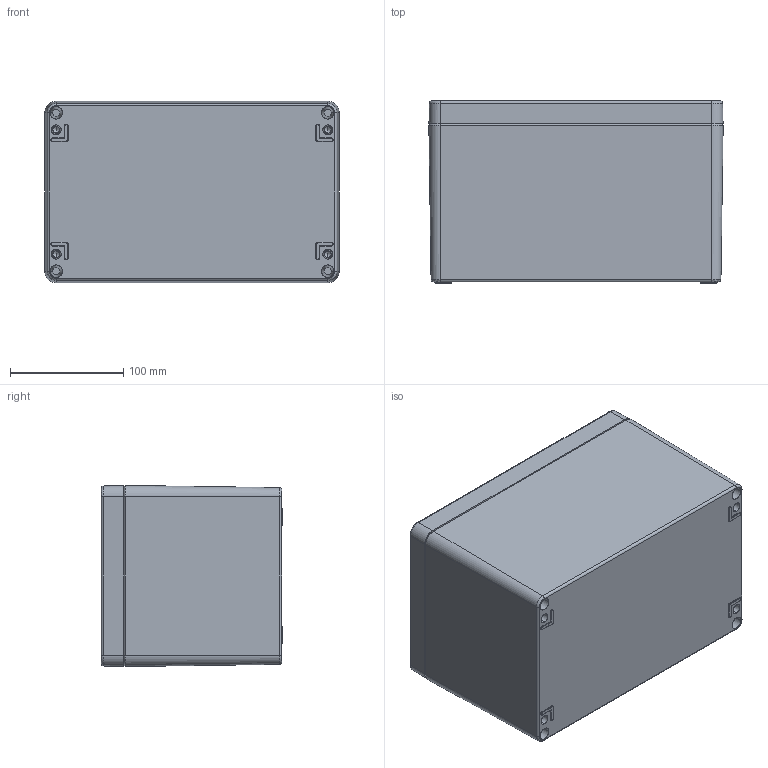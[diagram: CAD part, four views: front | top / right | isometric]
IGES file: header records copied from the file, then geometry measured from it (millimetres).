
Start section: SolidWorks IGES file using analytic representation for surfaces
Global section: file name: BB073.IGS; native system: SolidWorks 2019; preprocessor: SolidWorks 2019; author: admin; date: 250326.073648; units: millimetre
Bounding box: 260.15 x 160.72 x 160.15 mm (x, y, z)
Surface area: 445072.7 mm2 (no closed solid volume)
Topology: 0 solids, 0 shells, 949 faces, 9788 edges, 9723 vertices
Faces by surface type: bspline 529, revolution 420
